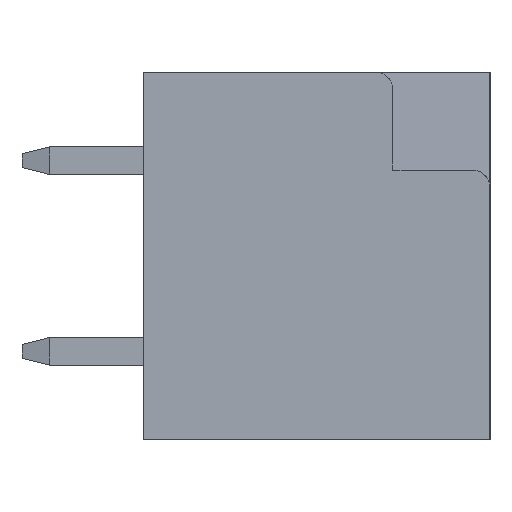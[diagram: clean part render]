
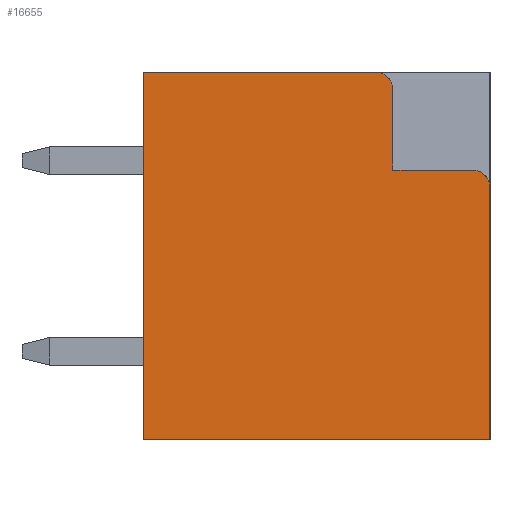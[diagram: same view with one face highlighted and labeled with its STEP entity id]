
A CAD part, left-side view. The second image highlights one B-rep face of the part: STEP entity #16655.
In plain terms, the highlighted planar face has unit normal (-1, 0, 0).
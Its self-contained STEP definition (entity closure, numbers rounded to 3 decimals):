
#855=CIRCLE('',#18003,0.5);
#856=CIRCLE('',#18004,0.5);
#4771=ORIENTED_EDGE('',*,*,#7370,.F.);
#4772=ORIENTED_EDGE('',*,*,#7577,.T.);
#4773=ORIENTED_EDGE('',*,*,#7578,.T.);
#4774=ORIENTED_EDGE('',*,*,#7579,.T.);
#4775=ORIENTED_EDGE('',*,*,#7580,.T.);
#4776=ORIENTED_EDGE('',*,*,#5725,.F.);
#4777=ORIENTED_EDGE('',*,*,#5792,.F.);
#4778=ORIENTED_EDGE('',*,*,#5624,.F.);
#5624=EDGE_CURVE('',#7960,#7961,#9457,.T.);
#5725=EDGE_CURVE('',#8060,#8061,#9555,.T.);
#5792=EDGE_CURVE('',#7961,#8060,#9617,.T.);
#7370=EDGE_CURVE('',#9131,#7960,#10834,.T.);
#7577=EDGE_CURVE('',#9131,#9225,#855,.F.);
#7578=EDGE_CURVE('',#9225,#9226,#11004,.T.);
#7579=EDGE_CURVE('',#9226,#9227,#11005,.T.);
#7580=EDGE_CURVE('',#9227,#8061,#856,.F.);
#7960=VERTEX_POINT('',#22981);
#7961=VERTEX_POINT('',#22983);
#8060=VERTEX_POINT('',#23183);
#8061=VERTEX_POINT('',#23185);
#9131=VERTEX_POINT('',#26591);
#9225=VERTEX_POINT('',#27020);
#9226=VERTEX_POINT('',#27022);
#9227=VERTEX_POINT('',#27024);
#9457=LINE('',#22982,#11325);
#9555=LINE('',#23184,#11423);
#9617=LINE('',#23319,#11485);
#10834=LINE('',#26592,#12702);
#11004=LINE('',#27021,#12872);
#11005=LINE('',#27023,#12873);
#11325=VECTOR('',#18307,1000.);
#11423=VECTOR('',#18413,1000.);
#11485=VECTOR('',#18513,1000.);
#12702=VECTOR('',#21664,1000.);
#12872=VECTOR('',#22148,1000.);
#12873=VECTOR('',#22149,1000.);
#14044=EDGE_LOOP('',(#4771,#4772,#4773,#4774,#4775,#4776,#4777,#4778));
#15109=FACE_BOUND('',#14044,.T.);
#15770=PLANE('',#18002);
#16655=ADVANCED_FACE('',(#15109),#15770,.F.);
#18002=AXIS2_PLACEMENT_3D('',#27018,#22144,#22145);
#18003=AXIS2_PLACEMENT_3D('',#27019,#22146,#22147);
#18004=AXIS2_PLACEMENT_3D('',#27025,#22150,#22151);
#18307=DIRECTION('',(0.,1.,0.));
#18413=DIRECTION('',(0.,-1.,0.));
#18513=DIRECTION('',(0.,0.,1.));
#21664=DIRECTION('',(0.,0.,-1.));
#22144=DIRECTION('',(1.,0.,0.));
#22145=DIRECTION('',(0.,0.,-1.));
#22146=DIRECTION('',(1.,0.,0.));
#22147=DIRECTION('',(0.,0.,-1.));
#22148=DIRECTION('',(0.,1.,0.));
#22149=DIRECTION('',(0.,0.,1.));
#22150=DIRECTION('',(1.,0.,0.));
#22151=DIRECTION('',(0.,0.,-1.));
#22981=CARTESIAN_POINT('',(-21.,-5.,-5.3));
#22982=CARTESIAN_POINT('',(-21.,-5.,-5.3));
#22983=CARTESIAN_POINT('',(-21.,5.,-5.3));
#23183=CARTESIAN_POINT('',(-21.,5.,5.3));
#23184=CARTESIAN_POINT('',(-21.,5.,5.3));
#23185=CARTESIAN_POINT('',(-21.,-1.7,5.3));
#23319=CARTESIAN_POINT('',(-21.,5.,-5.3));
#26591=CARTESIAN_POINT('',(-21.,-5.,1.98));
#26592=CARTESIAN_POINT('',(-21.,-5.,5.3));
#27018=CARTESIAN_POINT('',(-21.,0.,0.));
#27019=CARTESIAN_POINT('',(-21.,-4.5,1.98));
#27020=CARTESIAN_POINT('',(-21.,-4.5,2.48));
#27021=CARTESIAN_POINT('',(-21.,-5.,2.48));
#27022=CARTESIAN_POINT('',(-21.,-2.2,2.48));
#27023=CARTESIAN_POINT('',(-21.,-2.2,2.48));
#27024=CARTESIAN_POINT('',(-21.,-2.2,4.8));
#27025=CARTESIAN_POINT('',(-21.,-1.7,4.8));
